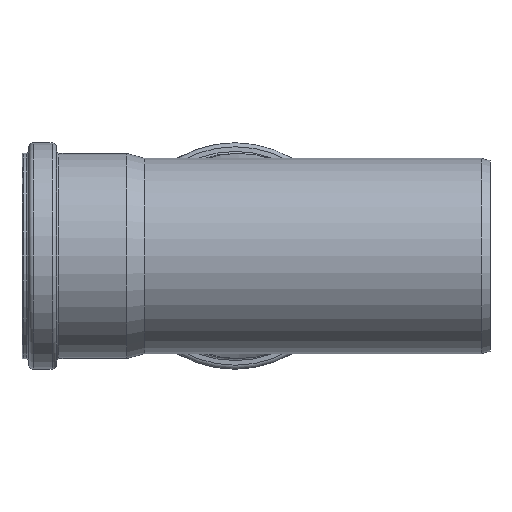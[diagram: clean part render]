
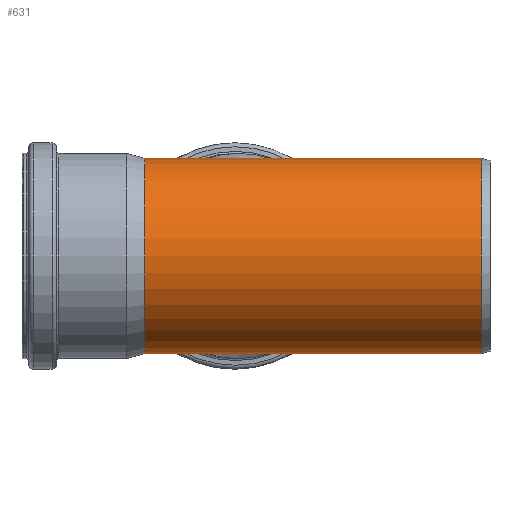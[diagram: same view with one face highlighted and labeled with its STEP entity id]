
A CAD part, left-side view. The second image highlights one B-rep face of the part: STEP entity #631.
In plain terms, the highlighted cylindrical face has radius 45.1 mm (diameter 90.2 mm), a full revolution.
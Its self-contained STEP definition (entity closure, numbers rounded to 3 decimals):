
#53=FACE_BOUND('',#252,.T.);
#54=FACE_BOUND('',#253,.T.);
#110=CYLINDRICAL_SURFACE('',#693,45.1);
#132=CIRCLE('',#694,45.1);
#133=CIRCLE('',#695,45.1);
#192=FACE_OUTER_BOUND('',#251,.T.);
#251=EDGE_LOOP('',(#510));
#252=EDGE_LOOP('',(#511,#512));
#253=EDGE_LOOP('',(#513));
#364=B_SPLINE_CURVE_WITH_KNOTS('',3,(#1245,#1246,#1247,#1248,#1249,#1250,
#1251,#1252,#1253,#1254,#1255,#1256,#1257,#1258,#1259,#1260,#1261,#1262,
#1263,#1264,#1265,#1266,#1267,#1268,#1269,#1270,#1271,#1272,#1273,#1274,
#1275,#1276,#1277,#1278,#1279),.UNSPECIFIED.,.F.,.F.,(4,2,1,1,1,1,1,1,1,
1,1,1,1,1,1,1,1,1,1,1,1,1,1,1,1,1,1,1,1,2,4),(-23.086,-23.082,
-21.927,-20.773,-19.619,-18.465,
-17.696,-16.926,-16.157,-15.388,
-14.618,-13.849,-13.272,-12.695,
-12.118,-11.541,-10.964,-10.387,-9.81,
-9.233,-8.463,-7.694,-6.924,
-6.155,-5.386,-4.616,-3.462,
-2.308,-1.154,0.,0.004),
 .UNSPECIFIED.);
#366=B_SPLINE_CURVE_WITH_KNOTS('',3,(#1380,#1381,#1382,#1383,#1384,#1385,
#1386,#1387,#1388,#1389,#1390,#1391,#1392,#1393,#1394,#1395,#1396,#1397,
#1398,#1399),.UNSPECIFIED.,.F.,.F.,(4,2,1,1,1,1,1,1,1,1,1,1,1,1,2,4),(-14.892,
-14.886,-13.397,-11.909,-11.165,
-10.42,-8.932,-8.187,-7.443,
-6.699,-5.954,-4.466,-2.977,
-1.489,0.,0.006),.UNSPECIFIED.);
#369=VERTEX_POINT('',#1208);
#370=VERTEX_POINT('',#1209);
#376=VERTEX_POINT('',#1525);
#377=VERTEX_POINT('',#1527);
#431=EDGE_CURVE('',#370,#369,#364,.T.);
#433=EDGE_CURVE('',#369,#370,#366,.T.);
#441=EDGE_CURVE('',#376,#376,#132,.T.);
#442=EDGE_CURVE('',#377,#377,#133,.T.);
#510=ORIENTED_EDGE('',*,*,#441,.F.);
#511=ORIENTED_EDGE('',*,*,#431,.F.);
#512=ORIENTED_EDGE('',*,*,#433,.F.);
#513=ORIENTED_EDGE('',*,*,#442,.T.);
#631=ADVANCED_FACE('',(#192,#53,#54),#110,.T.);
#693=AXIS2_PLACEMENT_3D('',#1524,#814,#815);
#694=AXIS2_PLACEMENT_3D('',#1526,#816,#817);
#695=AXIS2_PLACEMENT_3D('',#1528,#818,#819);
#814=DIRECTION('center_axis',(0.,1.,0.));
#815=DIRECTION('ref_axis',(-1.,0.,0.));
#816=DIRECTION('center_axis',(0.,1.,0.));
#817=DIRECTION('ref_axis',(1.,0.,0.));
#818=DIRECTION('center_axis',(0.,1.,0.));
#819=DIRECTION('ref_axis',(1.,0.,0.));
#1208=CARTESIAN_POINT('',(0.,74.923,45.1));
#1209=CARTESIAN_POINT('',(0.,74.923,-45.1));
#1245=CARTESIAN_POINT('Ctrl Pts',(0.,74.923,
-45.1));
#1246=CARTESIAN_POINT('Ctrl Pts',(0.005,74.937,
-45.1));
#1247=CARTESIAN_POINT('Ctrl Pts',(0.01,74.95,
-45.1));
#1248=CARTESIAN_POINT('Ctrl Pts',(1.311,78.576,-45.1));
#1249=CARTESIAN_POINT('Ctrl Pts',(4.063,85.751,-44.987));
#1250=CARTESIAN_POINT('Ctrl Pts',(8.625,96.327,-44.355));
#1251=CARTESIAN_POINT('Ctrl Pts',(13.554,106.633,-43.125));
#1252=CARTESIAN_POINT('Ctrl Pts',(18.243,115.582,-41.347));
#1253=CARTESIAN_POINT('Ctrl Pts',(22.498,123.168,-39.164));
#1254=CARTESIAN_POINT('Ctrl Pts',(26.194,129.437,-36.807));
#1255=CARTESIAN_POINT('Ctrl Pts',(29.903,135.449,-33.881));
#1256=CARTESIAN_POINT('Ctrl Pts',(33.573,141.151,-30.27));
#1257=CARTESIAN_POINT('Ctrl Pts',(37.049,146.353,-25.937));
#1258=CARTESIAN_POINT('Ctrl Pts',(39.97,150.583,-21.14));
#1259=CARTESIAN_POINT('Ctrl Pts',(42.211,153.754,-16.153));
#1260=CARTESIAN_POINT('Ctrl Pts',(43.819,155.993,-11.121));
#1261=CARTESIAN_POINT('Ctrl Pts',(44.852,157.415,-5.717));
#1262=CARTESIAN_POINT('Ctrl Pts',(45.22,157.918,-0.059));
#1263=CARTESIAN_POINT('Ctrl Pts',(44.868,157.436,5.597));
#1264=CARTESIAN_POINT('Ctrl Pts',(43.844,156.027,11.018));
#1265=CARTESIAN_POINT('Ctrl Pts',(42.259,153.821,16.033));
#1266=CARTESIAN_POINT('Ctrl Pts',(39.991,150.614,21.102));
#1267=CARTESIAN_POINT('Ctrl Pts',(37.103,146.432,25.858));
#1268=CARTESIAN_POINT('Ctrl Pts',(33.599,141.19,30.245));
#1269=CARTESIAN_POINT('Ctrl Pts',(29.958,135.534,33.83));
#1270=CARTESIAN_POINT('Ctrl Pts',(26.24,129.515,36.776));
#1271=CARTESIAN_POINT('Ctrl Pts',(22.525,123.215,39.149));
#1272=CARTESIAN_POINT('Ctrl Pts',(18.288,115.664,41.326));
#1273=CARTESIAN_POINT('Ctrl Pts',(13.611,106.747,43.108));
#1274=CARTESIAN_POINT('Ctrl Pts',(8.65,96.384,44.352));
#1275=CARTESIAN_POINT('Ctrl Pts',(4.069,85.769,44.987));
#1276=CARTESIAN_POINT('Ctrl Pts',(1.311,78.575,45.1));
#1277=CARTESIAN_POINT('Ctrl Pts',(0.01,74.95,
45.1));
#1278=CARTESIAN_POINT('Ctrl Pts',(0.005,74.937,
45.1));
#1279=CARTESIAN_POINT('Ctrl Pts',(0.,74.923,
45.1));
#1380=CARTESIAN_POINT('Ctrl Pts',(0.,74.923,
45.1));
#1381=CARTESIAN_POINT('Ctrl Pts',(0.019,74.917,45.1));
#1382=CARTESIAN_POINT('Ctrl Pts',(0.038,74.911,45.1));
#1383=CARTESIAN_POINT('Ctrl Pts',(4.674,73.356,45.097));
#1384=CARTESIAN_POINT('Ctrl Pts',(13.916,70.161,43.644));
#1385=CARTESIAN_POINT('Ctrl Pts',(24.365,66.306,38.457));
#1386=CARTESIAN_POINT('Ctrl Pts',(31.622,63.503,32.414));
#1387=CARTESIAN_POINT('Ctrl Pts',(37.854,61.023,25.312));
#1388=CARTESIAN_POINT('Ctrl Pts',(42.387,59.138,16.702));
#1389=CARTESIAN_POINT('Ctrl Pts',(44.703,58.155,7.286));
#1390=CARTESIAN_POINT('Ctrl Pts',(45.298,57.901,-0.002));
#1391=CARTESIAN_POINT('Ctrl Pts',(44.707,58.154,-7.282));
#1392=CARTESIAN_POINT('Ctrl Pts',(42.375,59.142,-16.713));
#1393=CARTESIAN_POINT('Ctrl Pts',(36.741,61.487,-27.447));
#1394=CARTESIAN_POINT('Ctrl Pts',(26.475,65.528,-37.403));
#1395=CARTESIAN_POINT('Ctrl Pts',(13.904,70.165,-43.655));
#1396=CARTESIAN_POINT('Ctrl Pts',(4.677,73.355,-45.094));
#1397=CARTESIAN_POINT('Ctrl Pts',(0.038,74.911,-45.1));
#1398=CARTESIAN_POINT('Ctrl Pts',(0.019,74.917,-45.1));
#1399=CARTESIAN_POINT('Ctrl Pts',(0.,74.923,
-45.1));
#1524=CARTESIAN_POINT('Origin',(0.,158.905,0.));
#1525=CARTESIAN_POINT('',(-45.1,159.326,0.));
#1526=CARTESIAN_POINT('Origin',(0.,159.326,
0.));
#1527=CARTESIAN_POINT('',(-45.1,4.,0.));
#1528=CARTESIAN_POINT('Origin',(0.,4.,
0.));
